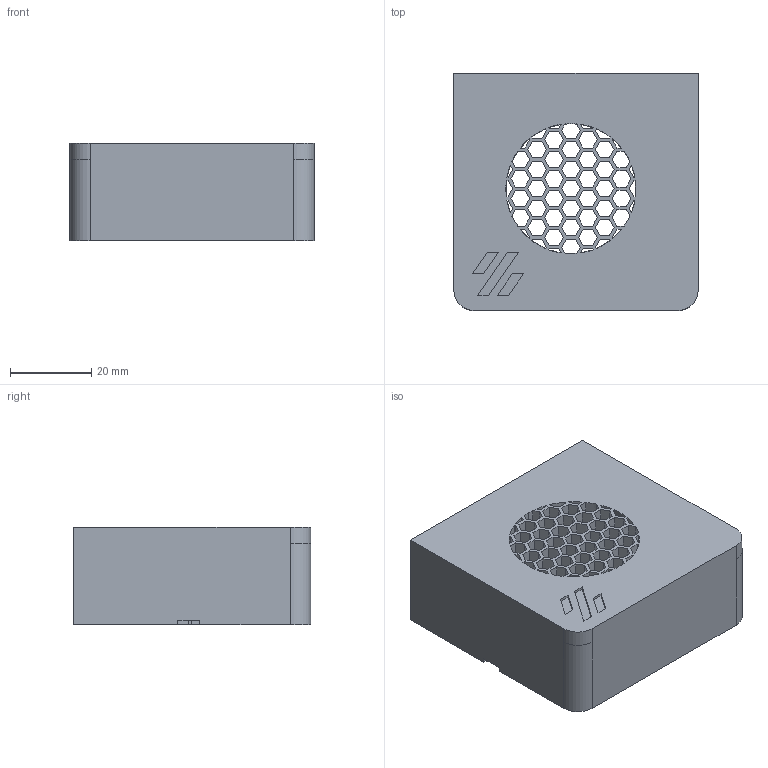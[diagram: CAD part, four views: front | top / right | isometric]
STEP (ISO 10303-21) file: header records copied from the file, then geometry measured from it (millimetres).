
FILE_DESCRIPTION (( 'STEP AP214' ), '1' );
FILE_NAME ('Fan Cover-No-Back-0.5.STEP', '2023-07-26T23:27:00', ( '' ), ( '' ), 'SwSTEP 2.0', 'SolidWorks 2022', '' );
FILE_SCHEMA (( 'AUTOMOTIVE_DESIGN' ));
Length unit declared in the file: millimetre
Products named in the file (1): Fan Cover-No-Back-0.5
Bounding box: 60.1 x 58.4 x 24 mm (x, y, z)
Volume: 21911.4 mm3; surface area: 15976.1 mm2
Topology: 1 solids, 1 shells, 363 faces, 1133 edges, 754 vertices
Faces by surface type: plane 327, cylinder 28, cone 4, bspline 4
Entity records: 12752 total; most frequent: CARTESIAN_POINT 2359, ORIENTED_EDGE 2266, DIRECTION 1954, EDGE_CURVE 1133, LINE 1012, VECTOR 1012, VERTEX_POINT 754, AXIS2_PLACEMENT_3D 471
